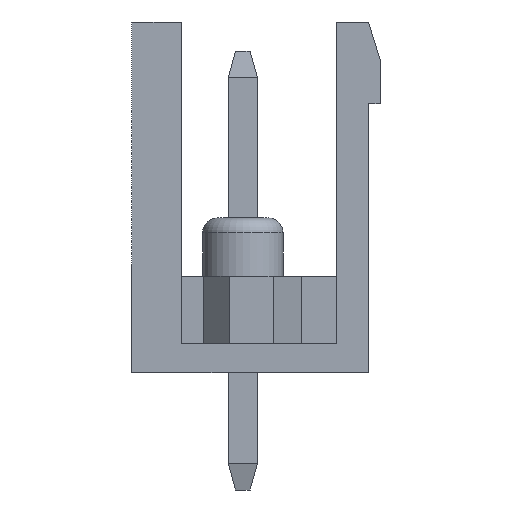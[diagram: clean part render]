
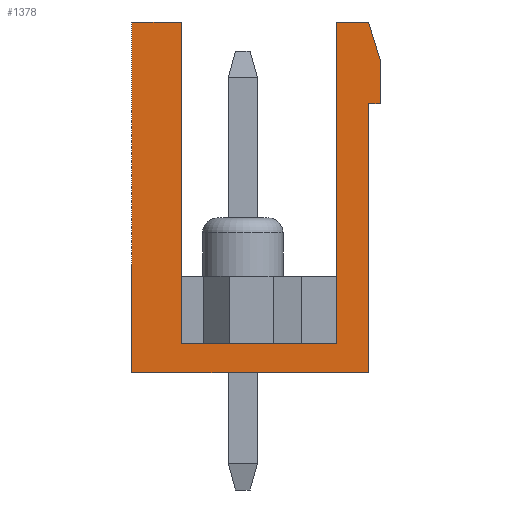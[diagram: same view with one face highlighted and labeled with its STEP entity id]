
A CAD part, left-side view. The second image highlights one B-rep face of the part: STEP entity #1378.
In plain terms, the highlighted planar face has unit normal (-1, 0, 0).
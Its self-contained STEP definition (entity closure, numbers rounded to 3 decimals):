
#1378 = ADVANCED_FACE( '', ( #2736 ), #2737, .F. );
#2736 = FACE_OUTER_BOUND( '', #4073, .T. );
#2737 = PLANE( '', #4074 );
#4073 = EDGE_LOOP( '', ( #7966, #7967, #7968, #7969, #7970, #7971, #7972, #7973, #7974, #7975, #7976 ) );
#4074 = AXIS2_PLACEMENT_3D( '', #7977, #7978, #7979 );
#7966 = ORIENTED_EDGE( '', *, *, #9651, .T. );
#7967 = ORIENTED_EDGE( '', *, *, #8460, .F. );
#7968 = ORIENTED_EDGE( '', *, *, #8767, .F. );
#7969 = ORIENTED_EDGE( '', *, *, #9583, .F. );
#7970 = ORIENTED_EDGE( '', *, *, #9842, .T. );
#7971 = ORIENTED_EDGE( '', *, *, #9761, .F. );
#7972 = ORIENTED_EDGE( '', *, *, #9092, .F. );
#7973 = ORIENTED_EDGE( '', *, *, #9843, .F. );
#7974 = ORIENTED_EDGE( '', *, *, #9015, .T. );
#7975 = ORIENTED_EDGE( '', *, *, #9413, .T. );
#7976 = ORIENTED_EDGE( '', *, *, #9670, .F. );
#7977 = CARTESIAN_POINT( '', ( -30.48, 0., 0. ) );
#7978 = DIRECTION( '', ( 1., 0., 0. ) );
#7979 = DIRECTION( '', ( 0., 0., -1. ) );
#8460 = EDGE_CURVE( '', #10236, #10237, #10238, .T. );
#8767 = EDGE_CURVE( '', #10770, #10236, #10772, .T. );
#9015 = EDGE_CURVE( '', #11158, #11159, #11160, .T. );
#9092 = EDGE_CURVE( '', #11273, #11274, #11275, .T. );
#9413 = EDGE_CURVE( '', #11159, #11743, #11744, .T. );
#9583 = EDGE_CURVE( '', #11963, #10770, #11965, .T. );
#9651 = EDGE_CURVE( '', #12048, #10237, #12049, .T. );
#9670 = EDGE_CURVE( '', #12048, #11743, #12070, .T. );
#9761 = EDGE_CURVE( '', #11274, #12166, #12167, .T. );
#9842 = EDGE_CURVE( '', #11963, #12166, #12259, .T. );
#9843 = EDGE_CURVE( '', #11158, #11273, #12260, .T. );
#10236 = VERTEX_POINT( '', #12804 );
#10237 = VERTEX_POINT( '', #12805 );
#10238 = LINE( '', #12806, #12807 );
#10770 = VERTEX_POINT( '', #13587 );
#10772 = LINE( '', #13590, #13591 );
#11158 = VERTEX_POINT( '', #14153 );
#11159 = VERTEX_POINT( '', #14154 );
#11160 = LINE( '', #14155, #14156 );
#11273 = VERTEX_POINT( '', #14325 );
#11274 = VERTEX_POINT( '', #14326 );
#11275 = LINE( '', #14327, #14328 );
#11743 = VERTEX_POINT( '', #15020 );
#11744 = LINE( '', #15021, #15022 );
#11963 = VERTEX_POINT( '', #15356 );
#11965 = LINE( '', #15359, #15360 );
#12048 = VERTEX_POINT( '', #15483 );
#12049 = LINE( '', #15484, #15485 );
#12070 = LINE( '', #15515, #15516 );
#12166 = VERTEX_POINT( '', #15653 );
#12167 = LINE( '', #15654, #15655 );
#12259 = LINE( '', #15781, #15782 );
#12260 = LINE( '', #15783, #15784 );
#12804 = CARTESIAN_POINT( '', ( -30.48, -2.95, 6. ) );
#12805 = CARTESIAN_POINT( '', ( -30.48, -4.05, 6. ) );
#12806 = CARTESIAN_POINT( '', ( -30.48, 4.05, 6. ) );
#12807 = VECTOR( '', #16020, 1000. );
#13587 = CARTESIAN_POINT( '', ( -30.48, -2.95, -5. ) );
#13590 = CARTESIAN_POINT( '', ( -30.48, -2.95, -5. ) );
#13591 = VECTOR( '', #16315, 1000. );
#14153 = CARTESIAN_POINT( '', ( -30.48, -4.05, -6. ) );
#14154 = CARTESIAN_POINT( '', ( -30.48, -4.05, 3.2 ) );
#14155 = CARTESIAN_POINT( '', ( -30.48, -4.05, -6. ) );
#14156 = VECTOR( '', #16528, 1000. );
#14325 = CARTESIAN_POINT( '', ( -30.48, 4.05, -6. ) );
#14326 = CARTESIAN_POINT( '', ( -30.48, 4.05, 6. ) );
#14327 = CARTESIAN_POINT( '', ( -30.48, 4.05, -6. ) );
#14328 = VECTOR( '', #16588, 1000. );
#15020 = CARTESIAN_POINT( '', ( -30.48, -4.45, 3.2 ) );
#15021 = CARTESIAN_POINT( '', ( -30.48, -4.05, 3.2 ) );
#15022 = VECTOR( '', #16870, 1000. );
#15356 = CARTESIAN_POINT( '', ( -30.48, 2.35, -5. ) );
#15359 = CARTESIAN_POINT( '', ( -30.48, 2.35, -5. ) );
#15360 = VECTOR( '', #17014, 1000. );
#15483 = CARTESIAN_POINT( '', ( -30.48, -4.45, 4.7 ) );
#15484 = CARTESIAN_POINT( '', ( -30.48, -4.45, 4.7 ) );
#15485 = VECTOR( '', #17058, 1000. );
#15515 = CARTESIAN_POINT( '', ( -30.48, -4.45, 6. ) );
#15516 = VECTOR( '', #17074, 1000. );
#15653 = CARTESIAN_POINT( '', ( -30.48, 2.35, 6. ) );
#15654 = CARTESIAN_POINT( '', ( -30.48, 4.05, 6. ) );
#15655 = VECTOR( '', #17131, 1000. );
#15781 = CARTESIAN_POINT( '', ( -30.48, 2.35, -5. ) );
#15782 = VECTOR( '', #17178, 1000. );
#15783 = CARTESIAN_POINT( '', ( -30.48, -4.45, -6. ) );
#15784 = VECTOR( '', #17179, 1000. );
#16020 = DIRECTION( '', ( 0., -1., 0. ) );
#16315 = DIRECTION( '', ( 0., 0., 1. ) );
#16528 = DIRECTION( '', ( 0., 0., 1. ) );
#16588 = DIRECTION( '', ( 0., 0., 1. ) );
#16870 = DIRECTION( '', ( 0., -1., 0. ) );
#17014 = DIRECTION( '', ( 0., -1., 0. ) );
#17058 = DIRECTION( '', ( 0., 0.294, 0.956 ) );
#17074 = DIRECTION( '', ( 0., 0., -1. ) );
#17131 = DIRECTION( '', ( 0., -1., 0. ) );
#17178 = DIRECTION( '', ( 0., 0., 1. ) );
#17179 = DIRECTION( '', ( 0., 1., 0. ) );
